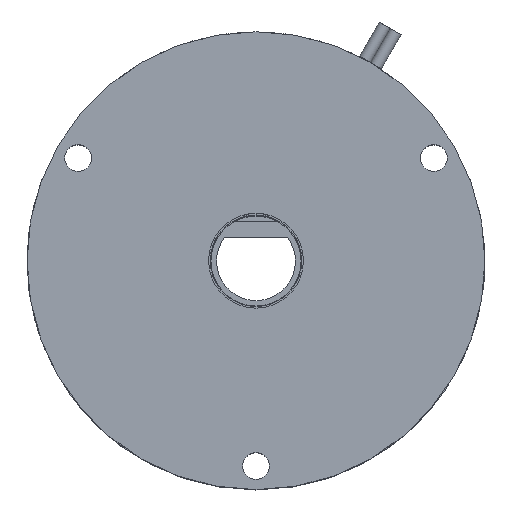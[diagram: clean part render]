
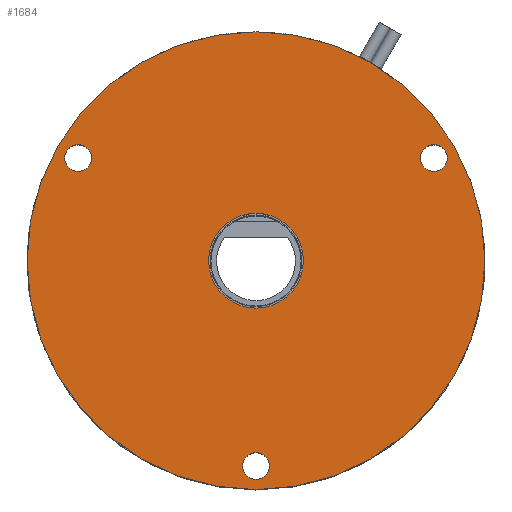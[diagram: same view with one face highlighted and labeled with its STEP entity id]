
A CAD part, top view. The second image highlights one B-rep face of the part: STEP entity #1684.
In plain terms, the highlighted planar face has unit normal (0, 0, 1).
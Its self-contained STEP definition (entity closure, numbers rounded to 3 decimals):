
#1626 = ORIENTED_EDGE ( 'NONE', *, *, #1636, .T. ) ;
#1627 = EDGE_LOOP ( 'NONE', ( #1628, #1630 ) ) ;
#1628 = ORIENTED_EDGE ( 'NONE', *, *, #1629, .T. ) ;
#1629 = EDGE_CURVE ( 'NONE', #1682, #1680, #2599, .T. ) ;
#1630 = ORIENTED_EDGE ( 'NONE', *, *, #1681, .T. ) ;
#1631 = EDGE_LOOP ( 'NONE', ( #1632, #1884 ) ) ;
#1632 = ORIENTED_EDGE ( 'NONE', *, *, #1633, .T. ) ;
#1633 = EDGE_CURVE ( 'NONE', #1754, #1753, #2594, .T. ) ;
#1636 = EDGE_CURVE ( 'NONE', #1642, #1638, #2612, .T. ) ;
#1638 = VERTEX_POINT ( 'NONE', #2613 ) ;
#1642 = VERTEX_POINT ( 'NONE', #2616 ) ;
#1671 = EDGE_CURVE ( 'NONE', #1694, #1693, #2739, .T. ) ;
#1675 = EDGE_LOOP ( 'NONE', ( #1685, #1626 ) ) ;
#1680 = VERTEX_POINT ( 'NONE', #2738 ) ;
#1681 = EDGE_CURVE ( 'NONE', #1680, #1682, #2737, .T. ) ;
#1682 = VERTEX_POINT ( 'NONE', #2726 ) ;
#1684 = ADVANCED_FACE ( 'NONE', ( #2722, #2732, #2731, #2730, #2744 ), #2741, .T. ) ;
#1685 = ORIENTED_EDGE ( 'NONE', *, *, #1686, .T. ) ;
#1686 = EDGE_CURVE ( 'NONE', #1638, #1642, #2769, .T. ) ;
#1693 = VERTEX_POINT ( 'NONE', #2764 ) ;
#1694 = VERTEX_POINT ( 'NONE', #2763 ) ;
#1703 = EDGE_CURVE ( 'NONE', #1704, #1705, #2756, .T. ) ;
#1704 = VERTEX_POINT ( 'NONE', #2811 ) ;
#1705 = VERTEX_POINT ( 'NONE', #2776 ) ;
#1752 = EDGE_CURVE ( 'NONE', #1753, #1754, #2902, .T. ) ;
#1753 = VERTEX_POINT ( 'NONE', #2929 ) ;
#1754 = VERTEX_POINT ( 'NONE', #2928 ) ;
#1878 = EDGE_LOOP ( 'NONE', ( #1879, #1900 ) ) ;
#1879 = ORIENTED_EDGE ( 'NONE', *, *, #1961, .F. ) ;
#1880 = EDGE_LOOP ( 'NONE', ( #1892, #1894 ) ) ;
#1884 = ORIENTED_EDGE ( 'NONE', *, *, #1752, .T. ) ;
#1892 = ORIENTED_EDGE ( 'NONE', *, *, #1893, .T. ) ;
#1893 = EDGE_CURVE ( 'NONE', #1705, #1704, #3445, .T. ) ;
#1894 = ORIENTED_EDGE ( 'NONE', *, *, #1703, .T. ) ;
#1900 = ORIENTED_EDGE ( 'NONE', *, *, #1671, .F. ) ;
#1961 = EDGE_CURVE ( 'NONE', #1693, #1694, #3696, .T. ) ;
#2589 = DIRECTION ( 'NONE',  ( 0., 0., -1. ) ) ;
#2593 = AXIS2_PLACEMENT_3D ( 'NONE', #2621, #2615, #2614 ) ;
#2594 = CIRCLE ( 'NONE', #2619, 1.7 ) ;
#2595 = DIRECTION ( 'NONE',  ( -1., 0., 0. ) ) ;
#2596 = DIRECTION ( 'NONE',  ( 0.5, 0.866, 0. ) ) ;
#2597 = DIRECTION ( 'NONE',  ( 0., 0., -1. ) ) ;
#2598 = AXIS2_PLACEMENT_3D ( 'NONE', #2601, #2597, #2596 ) ;
#2599 = CIRCLE ( 'NONE', #2593, 1.7 ) ;
#2600 = CARTESIAN_POINT ( 'NONE',  ( 0., -26., 22.5 ) ) ;
#2601 = CARTESIAN_POINT ( 'NONE',  ( -22.517, 13., 22.5 ) ) ;
#2611 = AXIS2_PLACEMENT_3D ( 'NONE', #2654, #2653, #2652 ) ;
#2612 = CIRCLE ( 'NONE', #2598, 1.7 ) ;
#2613 = CARTESIAN_POINT ( 'NONE',  ( -24.217, 13., 22.5 ) ) ;
#2614 = DIRECTION ( 'NONE',  ( 0.5, -0.866, 0. ) ) ;
#2615 = DIRECTION ( 'NONE',  ( 0., 0., -1. ) ) ;
#2616 = CARTESIAN_POINT ( 'NONE',  ( -20.817, 13., 22.5 ) ) ;
#2619 = AXIS2_PLACEMENT_3D ( 'NONE', #2600, #2589, #2595 ) ;
#2621 = CARTESIAN_POINT ( 'NONE',  ( 22.517, 13., 22.5 ) ) ;
#2652 = DIRECTION ( 'NONE',  ( 1., 0., 0. ) ) ;
#2653 = DIRECTION ( 'NONE',  ( 0., 0., 1. ) ) ;
#2654 = CARTESIAN_POINT ( 'NONE',  ( 0., 0., 22.5 ) ) ;
#2713 = CARTESIAN_POINT ( 'NONE',  ( 0., 0., 22.5 ) ) ;
#2714 = AXIS2_PLACEMENT_3D ( 'NONE', #2713, #2718, #2717 ) ;
#2715 = DIRECTION ( 'NONE',  ( 0.5, -0.866, 0. ) ) ;
#2716 = DIRECTION ( 'NONE',  ( 0., 0., -1. ) ) ;
#2717 = DIRECTION ( 'NONE',  ( 1., 0., 0. ) ) ;
#2718 = DIRECTION ( 'NONE',  ( 0., 0., 1. ) ) ;
#2722 = FACE_BOUND ( 'NONE', #1675, .T. ) ;
#2724 = CARTESIAN_POINT ( 'NONE',  ( 22.517, 13., 22.5 ) ) ;
#2725 = AXIS2_PLACEMENT_3D ( 'NONE', #2724, #2716, #2715 ) ;
#2726 = CARTESIAN_POINT ( 'NONE',  ( 20.817, 13., 22.5 ) ) ;
#2730 = FACE_OUTER_BOUND ( 'NONE', #1880, .T. ) ;
#2731 = FACE_BOUND ( 'NONE', #1631, .T. ) ;
#2732 = FACE_BOUND ( 'NONE', #1627, .T. ) ;
#2737 = CIRCLE ( 'NONE', #2725, 1.7 ) ;
#2738 = CARTESIAN_POINT ( 'NONE',  ( 24.217, 13., 22.5 ) ) ;
#2739 = CIRCLE ( 'NONE', #2714, 6. ) ;
#2741 = PLANE ( 'NONE',  #2611 ) ;
#2744 = FACE_BOUND ( 'NONE', #1878, .T. ) ;
#2746 = DIRECTION ( 'NONE',  ( 0., 0., -1. ) ) ;
#2752 = DIRECTION ( 'NONE',  ( 0.5, 0.866, 0. ) ) ;
#2753 = DIRECTION ( 'NONE',  ( 0., 0., 1. ) ) ;
#2754 = CARTESIAN_POINT ( 'NONE',  ( 0., 0., 22.5 ) ) ;
#2755 = AXIS2_PLACEMENT_3D ( 'NONE', #2754, #2753, #2772 ) ;
#2756 = CIRCLE ( 'NONE', #2755, 29. ) ;
#2757 = AXIS2_PLACEMENT_3D ( 'NONE', #2767, #2746, #2752 ) ;
#2763 = CARTESIAN_POINT ( 'NONE',  ( 6., 0., 22.5 ) ) ;
#2764 = CARTESIAN_POINT ( 'NONE',  ( -6., 0., 22.5 ) ) ;
#2767 = CARTESIAN_POINT ( 'NONE',  ( -22.517, 13., 22.5 ) ) ;
#2769 = CIRCLE ( 'NONE', #2757, 1.7 ) ;
#2772 = DIRECTION ( 'NONE',  ( 1., 0., 0. ) ) ;
#2776 = CARTESIAN_POINT ( 'NONE',  ( -29., 0., 22.5 ) ) ;
#2811 = CARTESIAN_POINT ( 'NONE',  ( 29., 0., 22.5 ) ) ;
#2902 = CIRCLE ( 'NONE', #2941, 1.7 ) ;
#2928 = CARTESIAN_POINT ( 'NONE',  ( -1.7, -26., 22.5 ) ) ;
#2929 = CARTESIAN_POINT ( 'NONE',  ( 1.7, -26., 22.5 ) ) ;
#2930 = DIRECTION ( 'NONE',  ( -1., 0., 0. ) ) ;
#2931 = DIRECTION ( 'NONE',  ( 0., 0., -1. ) ) ;
#2940 = CARTESIAN_POINT ( 'NONE',  ( 0., -26., 22.5 ) ) ;
#2941 = AXIS2_PLACEMENT_3D ( 'NONE', #2940, #2931, #2930 ) ;
#3442 = DIRECTION ( 'NONE',  ( 0., 0., 1. ) ) ;
#3443 = CARTESIAN_POINT ( 'NONE',  ( 0., 0., 22.5 ) ) ;
#3445 = CIRCLE ( 'NONE', #3471, 29. ) ;
#3467 = DIRECTION ( 'NONE',  ( 1., 0., 0. ) ) ;
#3471 = AXIS2_PLACEMENT_3D ( 'NONE', #3443, #3442, #3467 ) ;
#3682 = CARTESIAN_POINT ( 'NONE',  ( 0., 0., 22.5 ) ) ;
#3683 = AXIS2_PLACEMENT_3D ( 'NONE', #3682, #3695, #3694 ) ;
#3694 = DIRECTION ( 'NONE',  ( 1., 0., 0. ) ) ;
#3695 = DIRECTION ( 'NONE',  ( 0., 0., 1. ) ) ;
#3696 = CIRCLE ( 'NONE', #3683, 6. ) ;
